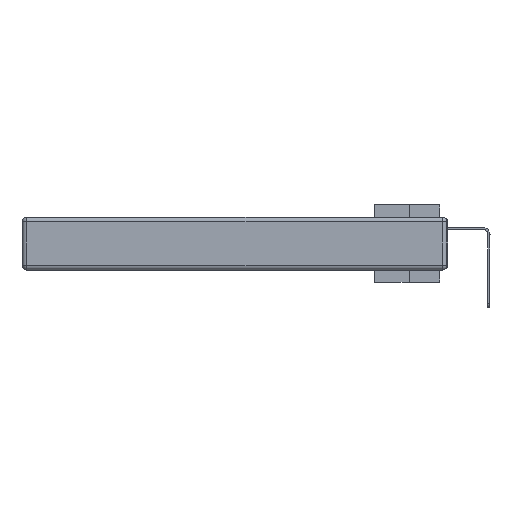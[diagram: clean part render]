
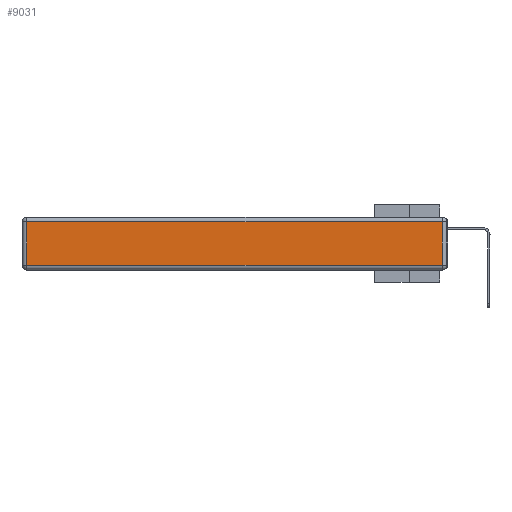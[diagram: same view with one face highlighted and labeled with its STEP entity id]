
A CAD part, left-side view. The second image highlights one B-rep face of the part: STEP entity #9031.
In plain terms, the highlighted planar face has unit normal (-1, 0, 0).
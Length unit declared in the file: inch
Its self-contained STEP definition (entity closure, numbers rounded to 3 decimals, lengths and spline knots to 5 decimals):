
#9 = DIRECTION ( 'NONE',  ( 0., -1., 0. ) ) ;
#3049 = VECTOR ( 'NONE', #29219, 39.37008 ) ;
#3652 = EDGE_CURVE ( 'NONE', #27054, #29332, #28371, .T. ) ;
#3816 = ORIENTED_EDGE ( 'NONE', *, *, #3652, .T. ) ;
#4414 = DIRECTION ( 'NONE',  ( 0., 0., 1. ) ) ;
#4502 = EDGE_LOOP ( 'NONE', ( #23999, #3816, #28379, #18076 ) ) ;
#4705 = CARTESIAN_POINT ( 'NONE',  ( 0., 0.03, -0.313 ) ) ;
#6321 = EDGE_CURVE ( 'NONE', #16705, #22041, #25339, .T. ) ;
#7685 = DIRECTION ( 'NONE',  ( 0., 0., -1. ) ) ;
#8696 = AXIS2_PLACEMENT_3D ( 'NONE', #16658, #23848, #21932 ) ;
#9031 = ADVANCED_FACE ( 'NONE', ( #27200 ), #16558, .T. ) ;
#9868 = VECTOR ( 'NONE', #4414, 39.37008 ) ;
#12176 = VECTOR ( 'NONE', #9, 39.37008 ) ;
#12709 = CARTESIAN_POINT ( 'NONE',  ( 0., 2.75, -0.03 ) ) ;
#16558 = PLANE ( 'NONE',  #8696 ) ;
#16641 = VECTOR ( 'NONE', #7685, 39.37008 ) ;
#16658 = CARTESIAN_POINT ( 'NONE',  ( 0., 0., -0.343 ) ) ;
#16705 = VERTEX_POINT ( 'NONE', #21300 ) ;
#17050 = CARTESIAN_POINT ( 'NONE',  ( 0., 2.72, -0.343 ) ) ;
#18076 = ORIENTED_EDGE ( 'NONE', *, *, #6321, .T. ) ;
#18490 = CARTESIAN_POINT ( 'NONE',  ( 0., 0.03, -0.03 ) ) ;
#20804 = EDGE_CURVE ( 'NONE', #22041, #27054, #25601, .T. ) ;
#21021 = CARTESIAN_POINT ( 'NONE',  ( 0., 0., -0.313 ) ) ;
#21300 = CARTESIAN_POINT ( 'NONE',  ( 0., 2.72, -0.03 ) ) ;
#21932 = DIRECTION ( 'NONE',  ( 0., 0., 1. ) ) ;
#22041 = VERTEX_POINT ( 'NONE', #25119 ) ;
#22330 = LINE ( 'NONE', #12709, #3049 ) ;
#23848 = DIRECTION ( 'NONE',  ( -1., 0., 0. ) ) ;
#23999 = ORIENTED_EDGE ( 'NONE', *, *, #20804, .T. ) ;
#25119 = CARTESIAN_POINT ( 'NONE',  ( 0., 2.72, -0.313 ) ) ;
#25339 = LINE ( 'NONE', #17050, #16641 ) ;
#25601 = LINE ( 'NONE', #21021, #12176 ) ;
#27054 = VERTEX_POINT ( 'NONE', #4705 ) ;
#27200 = FACE_OUTER_BOUND ( 'NONE', #4502, .T. ) ;
#27666 = CARTESIAN_POINT ( 'NONE',  ( 0., 0.03, -0.343 ) ) ;
#28371 = LINE ( 'NONE', #27666, #9868 ) ;
#28379 = ORIENTED_EDGE ( 'NONE', *, *, #29596, .T. ) ;
#29219 = DIRECTION ( 'NONE',  ( 0., 1., 0. ) ) ;
#29332 = VERTEX_POINT ( 'NONE', #18490 ) ;
#29596 = EDGE_CURVE ( 'NONE', #29332, #16705, #22330, .T. ) ;
